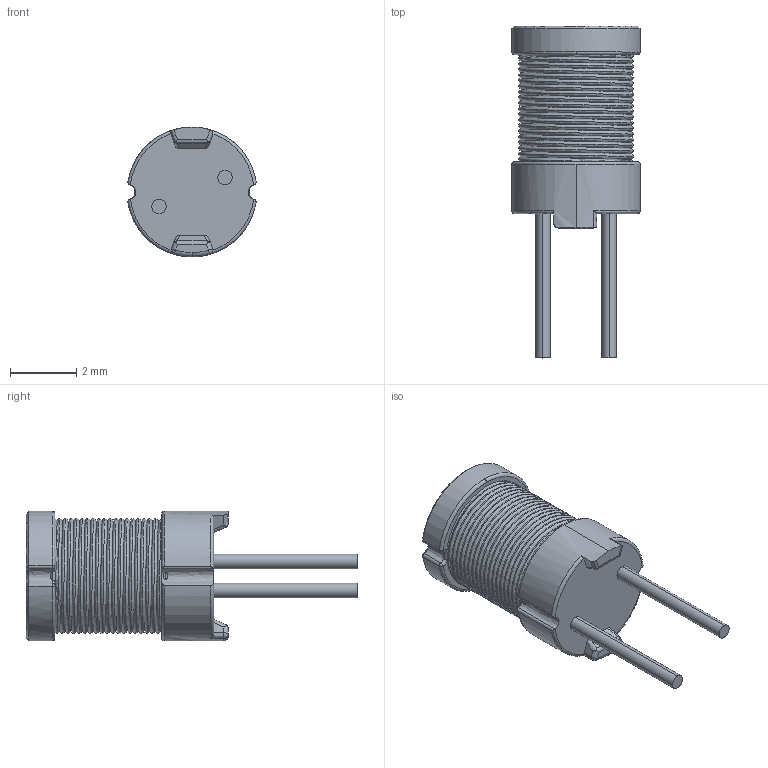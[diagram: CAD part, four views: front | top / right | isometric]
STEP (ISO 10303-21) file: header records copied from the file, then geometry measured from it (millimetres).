
FILE_DESCRIPTION(('FreeCAD Model'),'2;1');
FILE_NAME('Open CASCADE Shape Model','2025-04-29T10:30:42',('FreeCAD'),( 'FreeCAD'),'Open CASCADE STEP processor 7.6','FreeCAD','Unknown');
FILE_SCHEMA(('AUTOMOTIVE_DESIGN { 1 0 10303 214 1 1 1 1 }'));
Length unit declared in the file: millimetre
Products named in the file (1): Open CASCADE STEP translator 7.6 1
Bounding box: 3.87 x 10.01 x 3.92 mm (x, y, z)
Volume: 43.8 mm3; surface area: 201.9 mm2
Topology: 1 solids, 1 shells, 135 faces, 361 edges, 225 vertices
Faces by surface type: bspline 135
Entity records: 16925 total; most frequent: CARTESIAN_POINT 14912, ORIENTED_EDGE 702, EDGE_CURVE 351, B_SPLINE_CURVE_WITH_KNOTS 233, VERTEX_POINT 225, FACE_BOUND 144, EDGE_LOOP 144, ADVANCED_FACE 135
